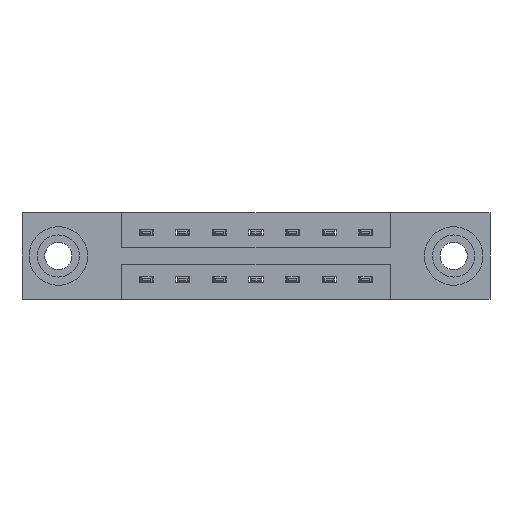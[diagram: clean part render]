
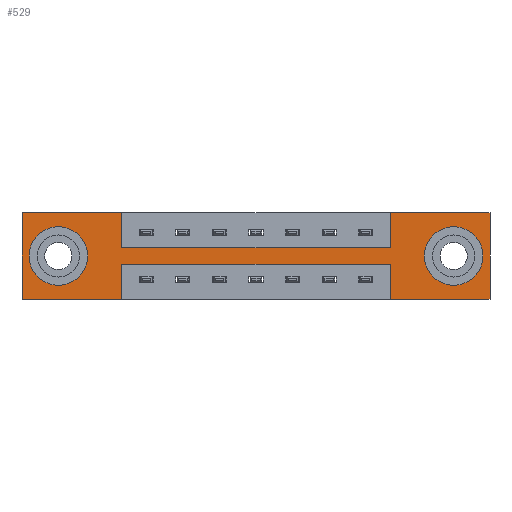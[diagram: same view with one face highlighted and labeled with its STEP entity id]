
A CAD part, front view. The second image highlights one B-rep face of the part: STEP entity #529.
In plain terms, the highlighted planar face has unit normal (0, -1, 0).
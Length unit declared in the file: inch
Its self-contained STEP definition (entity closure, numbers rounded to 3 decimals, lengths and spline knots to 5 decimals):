
#75 = VECTOR ( 'NONE', #8359, 39.37008 ) ;
#161 = CARTESIAN_POINT ( 'NONE',  ( 0.155, 0., -0.107 ) ) ;
#207 = EDGE_CURVE ( 'NONE', #9245, #8803, #6203, .T. ) ;
#323 = EDGE_CURVE ( 'NONE', #7760, #8479, #8954, .T. ) ;
#447 = CARTESIAN_POINT ( 'NONE',  ( 1.573, 0., -0.22 ) ) ;
#529 = ADVANCED_FACE ( 'NONE', ( #10212, #1127, #9228 ), #6882, .T. ) ;
#691 = CARTESIAN_POINT ( 'NONE',  ( 0.425, 0., -0.37 ) ) ;
#720 = EDGE_CURVE ( 'NONE', #3097, #9245, #8566, .T. ) ;
#788 = CARTESIAN_POINT ( 'NONE',  ( 0.155, 0., -0.185 ) ) ;
#836 = EDGE_CURVE ( 'NONE', #1632, #10038, #2069, .T. ) ;
#846 = CARTESIAN_POINT ( 'NONE',  ( 1.573, 0., 0. ) ) ;
#863 = LINE ( 'NONE', #1209, #5678 ) ;
#887 = CARTESIAN_POINT ( 'NONE',  ( 1.843, 0., -0.107 ) ) ;
#939 = LINE ( 'NONE', #2722, #1192 ) ;
#964 = EDGE_CURVE ( 'NONE', #3035, #7760, #863, .T. ) ;
#967 = AXIS2_PLACEMENT_3D ( 'NONE', #7418, #2612, #9052 ) ;
#987 = CIRCLE ( 'NONE', #6459, 0.078 ) ;
#1100 = CARTESIAN_POINT ( 'NONE',  ( 0., 0., -0.37 ) ) ;
#1127 = FACE_BOUND ( 'NONE', #2456, .T. ) ;
#1192 = VECTOR ( 'NONE', #4908, 39.37008 ) ;
#1203 = CARTESIAN_POINT ( 'NONE',  ( 1.573, 0., -0.37 ) ) ;
#1209 = CARTESIAN_POINT ( 'NONE',  ( 0., 0., 0. ) ) ;
#1237 = DIRECTION ( 'NONE',  ( 0., 0., 1. ) ) ;
#1299 = VECTOR ( 'NONE', #9004, 39.37008 ) ;
#1315 = CARTESIAN_POINT ( 'NONE',  ( 0., 0., 0. ) ) ;
#1327 = DIRECTION ( 'NONE',  ( 0., 0., -1. ) ) ;
#1332 = EDGE_CURVE ( 'NONE', #8529, #7619, #8189, .T. ) ;
#1632 = VERTEX_POINT ( 'NONE', #887 ) ;
#1706 = ORIENTED_EDGE ( 'NONE', *, *, #3724, .F. ) ;
#1761 = CARTESIAN_POINT ( 'NONE',  ( 0., 0., 0. ) ) ;
#1900 = CARTESIAN_POINT ( 'NONE',  ( 0.155, 0., -0.263 ) ) ;
#1930 = ORIENTED_EDGE ( 'NONE', *, *, #4246, .T. ) ;
#2069 = CIRCLE ( 'NONE', #967, 0.078 ) ;
#2078 = AXIS2_PLACEMENT_3D ( 'NONE', #8687, #9511, #8295 ) ;
#2096 = DIRECTION ( 'NONE',  ( 0., 0., 1. ) ) ;
#2375 = VECTOR ( 'NONE', #9574, 39.37008 ) ;
#2456 = EDGE_LOOP ( 'NONE', ( #1930, #8745 ) ) ;
#2459 = ORIENTED_EDGE ( 'NONE', *, *, #964, .F. ) ;
#2464 = CIRCLE ( 'NONE', #2078, 0.078 ) ;
#2612 = DIRECTION ( 'NONE',  ( 0., 1., 0. ) ) ;
#2661 = CARTESIAN_POINT ( 'NONE',  ( 0.425, 0., -0.22 ) ) ;
#2722 = CARTESIAN_POINT ( 'NONE',  ( 1.998, 0., 0. ) ) ;
#2899 = ORIENTED_EDGE ( 'NONE', *, *, #3824, .F. ) ;
#2973 = DIRECTION ( 'NONE',  ( -1., 0., 0. ) ) ;
#3024 = EDGE_CURVE ( 'NONE', #5094, #3097, #4664, .T. ) ;
#3035 = VERTEX_POINT ( 'NONE', #1100 ) ;
#3058 = DIRECTION ( 'NONE',  ( 1., 0., 0. ) ) ;
#3097 = VERTEX_POINT ( 'NONE', #447 ) ;
#3129 = DIRECTION ( 'NONE',  ( 0., 0., -1. ) ) ;
#3461 = CARTESIAN_POINT ( 'NONE',  ( 0., 0., -0.37 ) ) ;
#3507 = ORIENTED_EDGE ( 'NONE', *, *, #323, .F. ) ;
#3528 = CARTESIAN_POINT ( 'NONE',  ( 1.573, 0., -0.37 ) ) ;
#3553 = ORIENTED_EDGE ( 'NONE', *, *, #4110, .F. ) ;
#3596 = LINE ( 'NONE', #9599, #3994 ) ;
#3611 = CARTESIAN_POINT ( 'NONE',  ( 0., 0., -0.37 ) ) ;
#3669 = CARTESIAN_POINT ( 'NONE',  ( 1.843, 0., -0.185 ) ) ;
#3724 = EDGE_CURVE ( 'NONE', #10433, #5094, #6642, .T. ) ;
#3747 = CIRCLE ( 'NONE', #7220, 0.078 ) ;
#3824 = EDGE_CURVE ( 'NONE', #4105, #10433, #939, .T. ) ;
#3994 = VECTOR ( 'NONE', #3129, 39.37008 ) ;
#4105 = VERTEX_POINT ( 'NONE', #6901 ) ;
#4110 = EDGE_CURVE ( 'NONE', #8479, #8529, #3596, .T. ) ;
#4246 = EDGE_CURVE ( 'NONE', #8517, #9667, #2464, .T. ) ;
#4304 = VECTOR ( 'NONE', #10121, 39.37008 ) ;
#4499 = ORIENTED_EDGE ( 'NONE', *, *, #5747, .T. ) ;
#4549 = EDGE_CURVE ( 'NONE', #8231, #4105, #5110, .T. ) ;
#4664 = LINE ( 'NONE', #1203, #6418 ) ;
#4674 = EDGE_CURVE ( 'NONE', #8803, #3035, #9522, .T. ) ;
#4732 = ORIENTED_EDGE ( 'NONE', *, *, #1332, .F. ) ;
#4908 = DIRECTION ( 'NONE',  ( 0., 0., -1. ) ) ;
#5000 = ORIENTED_EDGE ( 'NONE', *, *, #207, .F. ) ;
#5042 = CARTESIAN_POINT ( 'NONE',  ( 1.573, 0., 0. ) ) ;
#5094 = VERTEX_POINT ( 'NONE', #3528 ) ;
#5110 = LINE ( 'NONE', #1761, #1299 ) ;
#5193 = VECTOR ( 'NONE', #7700, 39.37008 ) ;
#5341 = CARTESIAN_POINT ( 'NONE',  ( 0., 0., -0.37 ) ) ;
#5350 = DIRECTION ( 'NONE',  ( 0., -1., 0. ) ) ;
#5678 = VECTOR ( 'NONE', #5995, 39.37008 ) ;
#5694 = VECTOR ( 'NONE', #3058, 39.37008 ) ;
#5747 = EDGE_CURVE ( 'NONE', #10038, #1632, #987, .T. ) ;
#5914 = CARTESIAN_POINT ( 'NONE',  ( 1.843, 0., -0.263 ) ) ;
#5993 = ORIENTED_EDGE ( 'NONE', *, *, #4674, .F. ) ;
#5995 = DIRECTION ( 'NONE',  ( 0., 0., 1. ) ) ;
#6203 = LINE ( 'NONE', #8411, #5193 ) ;
#6418 = VECTOR ( 'NONE', #1237, 39.37008 ) ;
#6459 = AXIS2_PLACEMENT_3D ( 'NONE', #3669, #10183, #1327 ) ;
#6535 = ORIENTED_EDGE ( 'NONE', *, *, #836, .T. ) ;
#6642 = LINE ( 'NONE', #3461, #75 ) ;
#6687 = CARTESIAN_POINT ( 'NONE',  ( 0., 0., 0. ) ) ;
#6734 = DIRECTION ( 'NONE',  ( 0., 0., 1. ) ) ;
#6757 = ORIENTED_EDGE ( 'NONE', *, *, #720, .F. ) ;
#6882 = PLANE ( 'NONE',  #6976 ) ;
#6901 = CARTESIAN_POINT ( 'NONE',  ( 1.998, 0., 0. ) ) ;
#6976 = AXIS2_PLACEMENT_3D ( 'NONE', #3611, #5350, #9265 ) ;
#7003 = VECTOR ( 'NONE', #6734, 39.37008 ) ;
#7104 = VECTOR ( 'NONE', #2973, 39.37008 ) ;
#7220 = AXIS2_PLACEMENT_3D ( 'NONE', #788, #9750, #2096 ) ;
#7253 = LINE ( 'NONE', #5042, #7003 ) ;
#7418 = CARTESIAN_POINT ( 'NONE',  ( 1.843, 0., -0.185 ) ) ;
#7619 = VERTEX_POINT ( 'NONE', #8045 ) ;
#7700 = DIRECTION ( 'NONE',  ( 0., 0., -1. ) ) ;
#7760 = VERTEX_POINT ( 'NONE', #6687 ) ;
#8045 = CARTESIAN_POINT ( 'NONE',  ( 1.573, 0., -0.15 ) ) ;
#8144 = CARTESIAN_POINT ( 'NONE',  ( 1.998, 0., -0.37 ) ) ;
#8189 = LINE ( 'NONE', #9540, #2375 ) ;
#8231 = VERTEX_POINT ( 'NONE', #846 ) ;
#8295 = DIRECTION ( 'NONE',  ( 0., 0., 1. ) ) ;
#8359 = DIRECTION ( 'NONE',  ( -1., 0., 0. ) ) ;
#8411 = CARTESIAN_POINT ( 'NONE',  ( 0.425, 0., -0.37 ) ) ;
#8446 = ORIENTED_EDGE ( 'NONE', *, *, #4549, .F. ) ;
#8479 = VERTEX_POINT ( 'NONE', #9039 ) ;
#8517 = VERTEX_POINT ( 'NONE', #161 ) ;
#8529 = VERTEX_POINT ( 'NONE', #9861 ) ;
#8551 = EDGE_CURVE ( 'NONE', #9667, #8517, #3747, .T. ) ;
#8566 = LINE ( 'NONE', #10150, #4304 ) ;
#8624 = ORIENTED_EDGE ( 'NONE', *, *, #9641, .F. ) ;
#8637 = ORIENTED_EDGE ( 'NONE', *, *, #3024, .F. ) ;
#8687 = CARTESIAN_POINT ( 'NONE',  ( 0.155, 0., -0.185 ) ) ;
#8745 = ORIENTED_EDGE ( 'NONE', *, *, #8551, .T. ) ;
#8803 = VERTEX_POINT ( 'NONE', #691 ) ;
#8954 = LINE ( 'NONE', #1315, #5694 ) ;
#9004 = DIRECTION ( 'NONE',  ( 1., 0., 0. ) ) ;
#9039 = CARTESIAN_POINT ( 'NONE',  ( 0.425, 0., 0. ) ) ;
#9052 = DIRECTION ( 'NONE',  ( 0., 0., -1. ) ) ;
#9228 = FACE_OUTER_BOUND ( 'NONE', #10211, .T. ) ;
#9245 = VERTEX_POINT ( 'NONE', #2661 ) ;
#9265 = DIRECTION ( 'NONE',  ( 0., 0., -1. ) ) ;
#9511 = DIRECTION ( 'NONE',  ( 0., 1., 0. ) ) ;
#9522 = LINE ( 'NONE', #5341, #7104 ) ;
#9540 = CARTESIAN_POINT ( 'NONE',  ( 0.425, 0., -0.15 ) ) ;
#9574 = DIRECTION ( 'NONE',  ( 1., 0., 0. ) ) ;
#9599 = CARTESIAN_POINT ( 'NONE',  ( 0.425, 0., 0. ) ) ;
#9641 = EDGE_CURVE ( 'NONE', #7619, #8231, #7253, .T. ) ;
#9667 = VERTEX_POINT ( 'NONE', #1900 ) ;
#9750 = DIRECTION ( 'NONE',  ( 0., 1., 0. ) ) ;
#9861 = CARTESIAN_POINT ( 'NONE',  ( 0.425, 0., -0.15 ) ) ;
#10030 = EDGE_LOOP ( 'NONE', ( #6535, #4499 ) ) ;
#10038 = VERTEX_POINT ( 'NONE', #5914 ) ;
#10121 = DIRECTION ( 'NONE',  ( -1., 0., 0. ) ) ;
#10150 = CARTESIAN_POINT ( 'NONE',  ( 0.425, 0., -0.22 ) ) ;
#10183 = DIRECTION ( 'NONE',  ( 0., 1., 0. ) ) ;
#10211 = EDGE_LOOP ( 'NONE', ( #5000, #6757, #8637, #1706, #2899, #8446, #8624, #4732, #3553, #3507, #2459, #5993 ) ) ;
#10212 = FACE_BOUND ( 'NONE', #10030, .T. ) ;
#10433 = VERTEX_POINT ( 'NONE', #8144 ) ;
